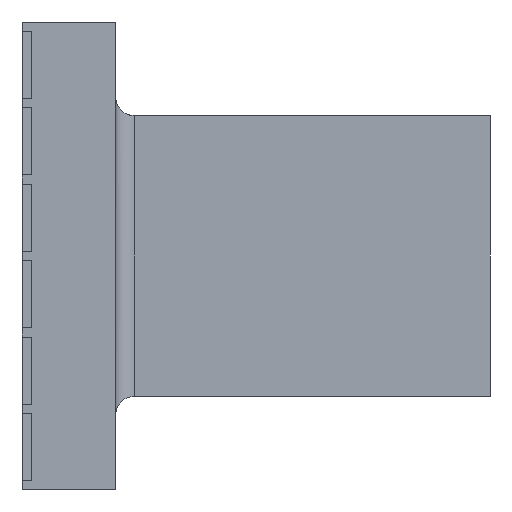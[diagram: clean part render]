
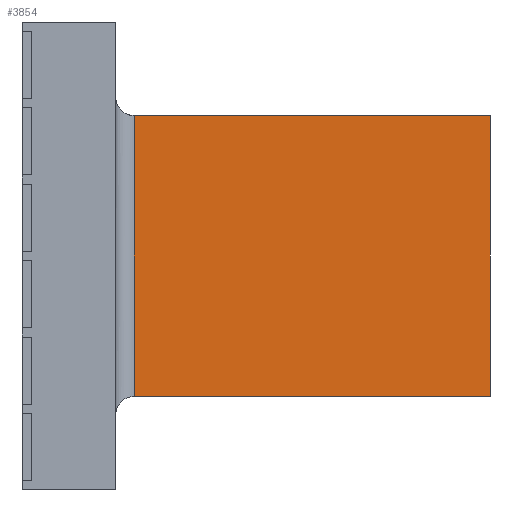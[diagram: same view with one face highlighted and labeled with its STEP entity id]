
A CAD part, left-side view. The second image highlights one B-rep face of the part: STEP entity #3854.
In plain terms, the highlighted planar face has unit normal (-1, 0, 0).
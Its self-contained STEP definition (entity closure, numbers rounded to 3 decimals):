
#1561 = VECTOR ( 'NONE', #7317, 1000. ) ;
#1840 = ORIENTED_EDGE ( 'NONE', *, *, #25401, .F. ) ;
#1851 = AXIS2_PLACEMENT_3D ( 'NONE', #12556, #16781, #15015 ) ;
#1951 = VECTOR ( 'NONE', #25690, 1000. ) ;
#3101 = CARTESIAN_POINT ( 'NONE',  ( -68.5, 19., -7.5 ) ) ;
#3448 = CARTESIAN_POINT ( 'NONE',  ( -68.5, 0., 12.5 ) ) ;
#3854 = ADVANCED_FACE ( 'NONE', ( #18973 ), #17347, .F. ) ;
#4721 = LINE ( 'NONE', #7337, #23309 ) ;
#5582 = ORIENTED_EDGE ( 'NONE', *, *, #26981, .T. ) ;
#5978 = DIRECTION ( 'NONE',  ( 0., -1., 0. ) ) ;
#7164 = LINE ( 'NONE', #11535, #1561 ) ;
#7317 = DIRECTION ( 'NONE',  ( 0., -1., 0. ) ) ;
#7337 = CARTESIAN_POINT ( 'NONE',  ( -68.5, 19., -7.5 ) ) ;
#8088 = VERTEX_POINT ( 'NONE', #3101 ) ;
#9918 = CARTESIAN_POINT ( 'NONE',  ( -68.5, 0., -7.5 ) ) ;
#10632 = CARTESIAN_POINT ( 'NONE',  ( -68.5, 157.091, 7.5 ) ) ;
#11535 = CARTESIAN_POINT ( 'NONE',  ( -68.5, 157.091, -7.5 ) ) ;
#12556 = CARTESIAN_POINT ( 'NONE',  ( -68.5, 20., 12.5 ) ) ;
#13455 = CARTESIAN_POINT ( 'NONE',  ( -68.5, 19., 7.5 ) ) ;
#14046 = EDGE_LOOP ( 'NONE', ( #15668, #21232, #5582, #1840 ) ) ;
#14852 = EDGE_CURVE ( 'NONE', #15736, #21771, #19941, .T. ) ;
#15015 = DIRECTION ( 'NONE',  ( 0., 1., 0. ) ) ;
#15668 = ORIENTED_EDGE ( 'NONE', *, *, #14852, .F. ) ;
#15736 = VERTEX_POINT ( 'NONE', #13455 ) ;
#16349 = DIRECTION ( 'NONE',  ( 0., 0., -1. ) ) ;
#16781 = DIRECTION ( 'NONE',  ( 1., 0., 0. ) ) ;
#17080 = CARTESIAN_POINT ( 'NONE',  ( -68.5, 0., 7.5 ) ) ;
#17347 = PLANE ( 'NONE',  #1851 ) ;
#18973 = FACE_OUTER_BOUND ( 'NONE', #14046, .T. ) ;
#19670 = VECTOR ( 'NONE', #5978, 1000. ) ;
#19941 = LINE ( 'NONE', #10632, #19670 ) ;
#21232 = ORIENTED_EDGE ( 'NONE', *, *, #24530, .T. ) ;
#21771 = VERTEX_POINT ( 'NONE', #17080 ) ;
#23309 = VECTOR ( 'NONE', #16349, 1000. ) ;
#24530 = EDGE_CURVE ( 'NONE', #15736, #8088, #4721, .T. ) ;
#25401 = EDGE_CURVE ( 'NONE', #21771, #27955, #26107, .T. ) ;
#25690 = DIRECTION ( 'NONE',  ( 0., 0., -1. ) ) ;
#26107 = LINE ( 'NONE', #3448, #1951 ) ;
#26981 = EDGE_CURVE ( 'NONE', #8088, #27955, #7164, .T. ) ;
#27955 = VERTEX_POINT ( 'NONE', #9918 ) ;
